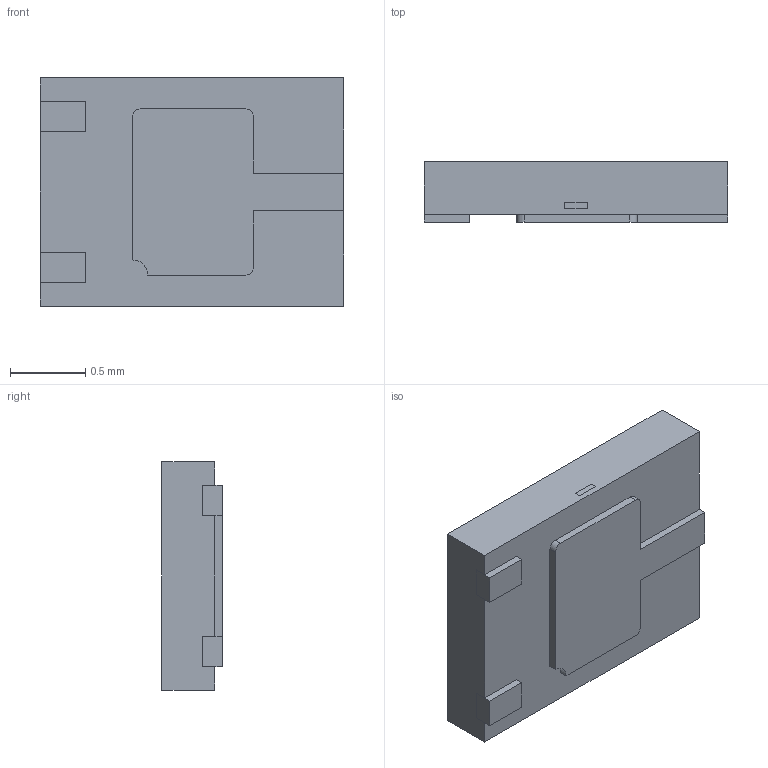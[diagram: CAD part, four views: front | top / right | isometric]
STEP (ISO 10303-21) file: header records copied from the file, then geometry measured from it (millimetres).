
FILE_DESCRIPTION (( 'STEP AP214' ), '1' );
FILE_NAME ('DMG3415UFY4Q-7.STEP', '2023-10-04T11:33:17', ( '' ), ( '' ), 'SwSTEP 2.0', 'SolidWorks 2021', '' );
FILE_SCHEMA (( 'AUTOMOTIVE_DESIGN' ));
Length unit declared in the file: millimetre
Products named in the file (1): DMG3415UFY4Q-7
Bounding box: 2.01 x 0.4 x 1.51 mm (x, y, z)
Volume: 1.1 mm3; surface area: 12.4 mm2
Topology: 6 solids, 6 shells, 74 faces, 180 edges, 120 vertices
Faces by surface type: plane 66, cylinder 8
Entity records: 2219 total; most frequent: CARTESIAN_POINT 375, ORIENTED_EDGE 360, DIRECTION 346, EDGE_CURVE 180, VECTOR 164, LINE 164, VERTEX_POINT 120, AXIS2_PLACEMENT_3D 91
